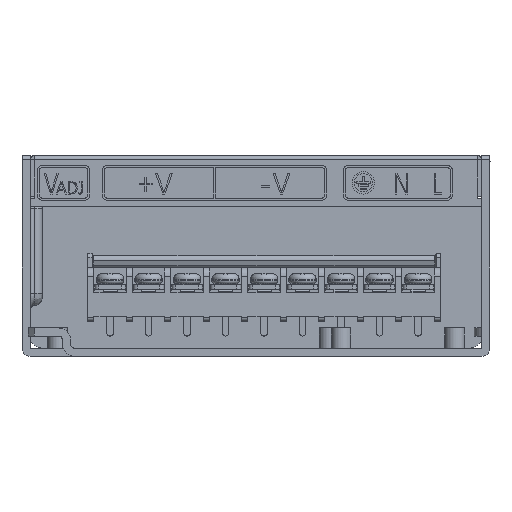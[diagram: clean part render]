
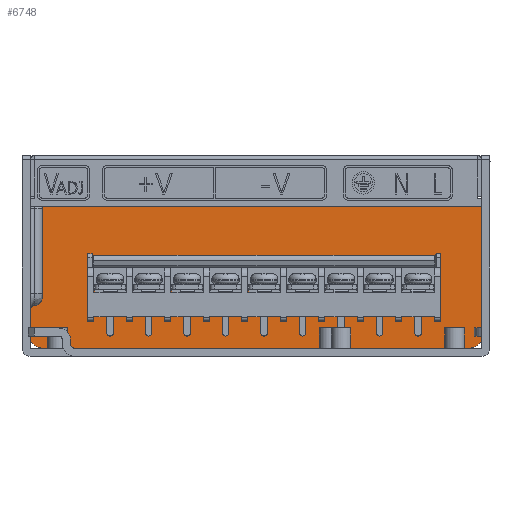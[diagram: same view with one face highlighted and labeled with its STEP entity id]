
A CAD part, left-side view. The second image highlights one B-rep face of the part: STEP entity #6748.
In plain terms, the highlighted planar face has unit normal (-1, 0, 0).
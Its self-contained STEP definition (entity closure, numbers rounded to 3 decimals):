
#3540=FACE_OUTER_BOUND('',#28669,.T.);
#6748=ADVANCED_FACE('',(#3540),#9799,.T.);
#9799=PLANE('',#72786);
#16122=LINE('',#102416,#23311);
#16126=LINE('',#102425,#23315);
#16132=LINE('',#102439,#23321);
#16134=LINE('',#102443,#23323);
#16137=LINE('',#102449,#23326);
#16141=LINE('',#102460,#23330);
#16142=LINE('',#102464,#23331);
#16143=LINE('',#102466,#23332);
#23311=VECTOR('',#82399,1.);
#23315=VECTOR('',#82405,1.);
#23321=VECTOR('',#82413,1.);
#23323=VECTOR('',#82417,1.);
#23326=VECTOR('',#82422,1.);
#23330=VECTOR('',#82432,1.);
#23331=VECTOR('',#82439,1.);
#23332=VECTOR('',#82440,1.);
#28669=EDGE_LOOP('',(#37624,#37625,#37626,#37627,#37628,#37629,#37630,#37631,
#37632,#37633));
#37624=ORIENTED_EDGE('',*,*,#64350,.T.);
#37625=ORIENTED_EDGE('',*,*,#64362,.T.);
#37626=ORIENTED_EDGE('',*,*,#64344,.T.);
#37627=ORIENTED_EDGE('',*,*,#64363,.T.);
#37628=ORIENTED_EDGE('',*,*,#64340,.F.);
#37629=ORIENTED_EDGE('',*,*,#64355,.F.);
#37630=ORIENTED_EDGE('',*,*,#64361,.F.);
#37631=ORIENTED_EDGE('',*,*,#64364,.F.);
#37632=ORIENTED_EDGE('',*,*,#64365,.F.);
#37633=ORIENTED_EDGE('',*,*,#64352,.F.);
#56637=VERTEX_POINT('',#102417);
#56638=VERTEX_POINT('',#102418);
#56641=VERTEX_POINT('',#102426);
#56642=VERTEX_POINT('',#102427);
#56647=VERTEX_POINT('',#102438);
#56648=VERTEX_POINT('',#102440);
#56649=VERTEX_POINT('',#102444);
#56651=VERTEX_POINT('',#102450);
#56654=VERTEX_POINT('',#102459);
#56655=VERTEX_POINT('',#102465);
#64340=EDGE_CURVE('',#56637,#56638,#16122,.T.);
#64344=EDGE_CURVE('',#56641,#56642,#16126,.T.);
#64350=EDGE_CURVE('',#56648,#56647,#16132,.T.);
#64352=EDGE_CURVE('',#56648,#56649,#16134,.T.);
#64355=EDGE_CURVE('',#56651,#56637,#16137,.T.);
#64361=EDGE_CURVE('',#56654,#56651,#16141,.T.);
#64362=EDGE_CURVE('',#56647,#56641,#70874,.T.);
#64363=EDGE_CURVE('',#56642,#56638,#70875,.T.);
#64364=EDGE_CURVE('',#56655,#56654,#16142,.T.);
#64365=EDGE_CURVE('',#56649,#56655,#16143,.T.);
#70874=CIRCLE('',#72784,3.);
#70875=CIRCLE('',#72785,3.);
#72784=AXIS2_PLACEMENT_3D('',#102462,#82435,#82436);
#72785=AXIS2_PLACEMENT_3D('',#102463,#82437,#82438);
#72786=AXIS2_PLACEMENT_3D('',#102467,#82441,#82442);
#82399=DIRECTION('',(0.,0.,-1.));
#82405=DIRECTION('',(0.,-1.,0.));
#82413=DIRECTION('',(0.,0.,-1.));
#82417=DIRECTION('',(0.,-1.,0.));
#82422=DIRECTION('',(0.,-1.,0.));
#82432=DIRECTION('',(0.,0.,-1.));
#82435=DIRECTION('',(-1.,0.,0.));
#82436=DIRECTION('',(0.,0.,1.));
#82437=DIRECTION('',(-1.,0.,0.));
#82438=DIRECTION('',(0.,0.,1.));
#82439=DIRECTION('',(0.,-1.,0.));
#82440=DIRECTION('',(0.,0.,1.));
#82441=DIRECTION('',(-1.,0.,0.));
#82442=DIRECTION('',(0.,0.,1.));
#102416=CARTESIAN_POINT('',(101.,-55.718,48.498));
#102417=CARTESIAN_POINT('',(101.,-55.718,39.));
#102418=CARTESIAN_POINT('',(101.,-55.718,5.));
#102425=CARTESIAN_POINT('',(101.,55.782,2.));
#102426=CARTESIAN_POINT('',(101.,52.782,2.));
#102427=CARTESIAN_POINT('',(101.,-52.718,2.));
#102438=CARTESIAN_POINT('',(101.,55.782,5.));
#102439=CARTESIAN_POINT('',(101.,55.782,48.498));
#102440=CARTESIAN_POINT('',(101.,55.782,39.));
#102443=CARTESIAN_POINT('',(101.,55.782,39.));
#102444=CARTESIAN_POINT('',(101.,54.78,39.));
#102449=CARTESIAN_POINT('',(101.,55.782,39.));
#102450=CARTESIAN_POINT('',(101.,-54.716,39.));
#102459=CARTESIAN_POINT('',(101.,-54.716,48.498));
#102460=CARTESIAN_POINT('',(101.,-54.716,48.498));
#102462=CARTESIAN_POINT('',(101.,52.782,5.));
#102463=CARTESIAN_POINT('',(101.,-52.718,5.));
#102464=CARTESIAN_POINT('',(101.,55.782,48.498));
#102465=CARTESIAN_POINT('',(101.,54.78,48.498));
#102466=CARTESIAN_POINT('',(101.,54.78,48.498));
#102467=CARTESIAN_POINT('',(101.,55.782,48.498));
